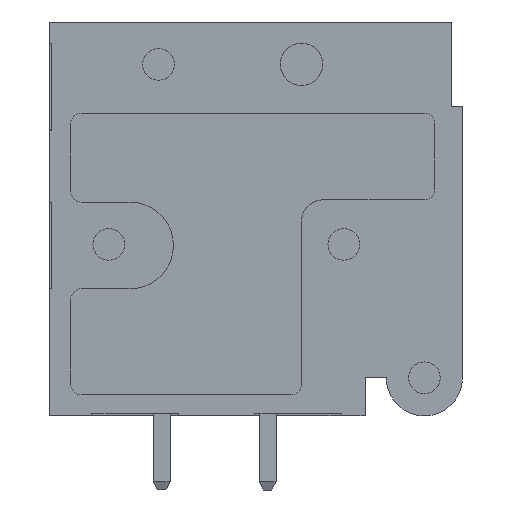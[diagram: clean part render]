
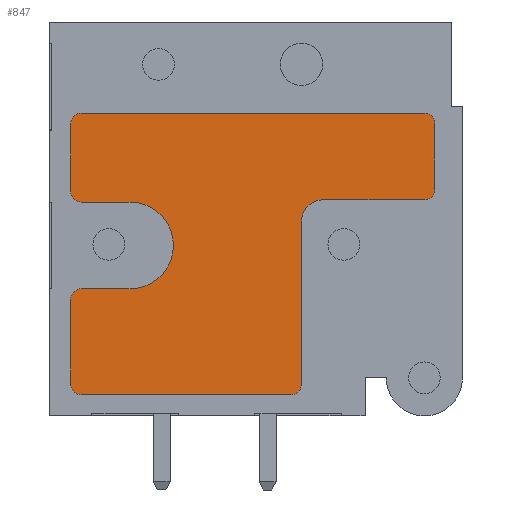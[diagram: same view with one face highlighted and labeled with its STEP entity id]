
A CAD part, left-side view. The second image highlights one B-rep face of the part: STEP entity #847.
In plain terms, the highlighted planar face has unit normal (-1, 0, 0).
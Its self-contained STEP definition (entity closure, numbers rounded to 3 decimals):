
#847 = ADVANCED_FACE( '', ( #1808 ), #1809, .F. );
#1808 = FACE_OUTER_BOUND( '', #3337, .T. );
#1809 = PLANE( '', #3338 );
#3337 = EDGE_LOOP( '', ( #5477, #5478, #5479, #5480, #5481, #5482, #5483, #5484, #5485, #5486, #5487, #5488, #5489, #5490, #5491, #5492, #5493, #5494 ) );
#3338 = AXIS2_PLACEMENT_3D( '', #5495, #5496, #5497 );
#5477 = ORIENTED_EDGE( '', *, *, #8086, .T. );
#5478 = ORIENTED_EDGE( '', *, *, #7687, .T. );
#5479 = ORIENTED_EDGE( '', *, *, #8087, .T. );
#5480 = ORIENTED_EDGE( '', *, *, #7824, .T. );
#5481 = ORIENTED_EDGE( '', *, *, #7408, .T. );
#5482 = ORIENTED_EDGE( '', *, *, #7356, .T. );
#5483 = ORIENTED_EDGE( '', *, *, #7516, .T. );
#5484 = ORIENTED_EDGE( '', *, *, #8088, .T. );
#5485 = ORIENTED_EDGE( '', *, *, #8089, .T. );
#5486 = ORIENTED_EDGE( '', *, *, #8090, .T. );
#5487 = ORIENTED_EDGE( '', *, *, #8091, .T. );
#5488 = ORIENTED_EDGE( '', *, *, #8092, .T. );
#5489 = ORIENTED_EDGE( '', *, *, #7792, .T. );
#5490 = ORIENTED_EDGE( '', *, *, #7861, .T. );
#5491 = ORIENTED_EDGE( '', *, *, #7465, .T. );
#5492 = ORIENTED_EDGE( '', *, *, #7893, .T. );
#5493 = ORIENTED_EDGE( '', *, *, #7776, .T. );
#5494 = ORIENTED_EDGE( '', *, *, #7434, .T. );
#5495 = CARTESIAN_POINT( '', ( -2.3, 5.7, -0.15 ) );
#5496 = DIRECTION( '', ( 1., 0., 0. ) );
#5497 = DIRECTION( '', ( 0., 0., -1. ) );
#7356 = EDGE_CURVE( '', #8635, #8636, #8637, .F. );
#7408 = EDGE_CURVE( '', #8732, #8635, #8733, .T. );
#7434 = EDGE_CURVE( '', #8777, #8778, #8779, .F. );
#7465 = EDGE_CURVE( '', #8831, #8829, #8832, .T. );
#7516 = EDGE_CURVE( '', #8636, #8916, #8918, .T. );
#7687 = EDGE_CURVE( '', #9213, #9214, #9215, .F. );
#7776 = EDGE_CURVE( '', #9355, #8777, #9356, .T. );
#7792 = EDGE_CURVE( '', #9383, #9381, #9384, .T. );
#7824 = EDGE_CURVE( '', #9431, #8732, #9432, .T. );
#7861 = EDGE_CURVE( '', #9381, #8831, #9483, .F. );
#7893 = EDGE_CURVE( '', #8829, #9355, #9534, .F. );
#8086 = EDGE_CURVE( '', #8778, #9213, #9830, .T. );
#8087 = EDGE_CURVE( '', #9214, #9431, #9831, .T. );
#8088 = EDGE_CURVE( '', #8916, #9832, #9833, .F. );
#8089 = EDGE_CURVE( '', #9832, #9834, #9835, .T. );
#8090 = EDGE_CURVE( '', #9834, #9836, #9837, .F. );
#8091 = EDGE_CURVE( '', #9836, #9838, #9839, .T. );
#8092 = EDGE_CURVE( '', #9838, #9383, #9840, .T. );
#8635 = VERTEX_POINT( '', #10519 );
#8636 = VERTEX_POINT( '', #10520 );
#8637 = CIRCLE( '', #10521, 0.5 );
#8732 = VERTEX_POINT( '', #10655 );
#8733 = LINE( '', #10656, #10657 );
#8777 = VERTEX_POINT( '', #10721 );
#8778 = VERTEX_POINT( '', #10722 );
#8779 = CIRCLE( '', #10723, 0.5 );
#8829 = VERTEX_POINT( '', #10790 );
#8831 = VERTEX_POINT( '', #10793 );
#8832 = LINE( '', #10794, #10795 );
#8916 = VERTEX_POINT( '', #10919 );
#8918 = LINE( '', #10922, #10923 );
#9213 = VERTEX_POINT( '', #11388 );
#9214 = VERTEX_POINT( '', #11389 );
#9215 = CIRCLE( '', #11390, 0.5 );
#9355 = VERTEX_POINT( '', #11634 );
#9356 = LINE( '', #11635, #11636 );
#9381 = VERTEX_POINT( '', #11678 );
#9383 = VERTEX_POINT( '', #11681 );
#9384 = LINE( '', #11682, #11683 );
#9431 = VERTEX_POINT( '', #11753 );
#9432 = CIRCLE( '', #11754, 2.05 );
#9483 = CIRCLE( '', #11823, 0.5 );
#9534 = CIRCLE( '', #11898, 0.5 );
#9830 = LINE( '', #12422, #12423 );
#9831 = LINE( '', #12424, #12425 );
#9832 = VERTEX_POINT( '', #12426 );
#9833 = CIRCLE( '', #12427, 0.5 );
#9834 = VERTEX_POINT( '', #12428 );
#9835 = LINE( '', #12429, #12430 );
#9836 = VERTEX_POINT( '', #12431 );
#9837 = CIRCLE( '', #12432, 0.5 );
#9838 = VERTEX_POINT( '', #12433 );
#9839 = LINE( '', #12434, #12435 );
#9840 = CIRCLE( '', #12436, 1. );
#10519 = CARTESIAN_POINT( '', ( -2.3, 8., -2.2 ) );
#10520 = CARTESIAN_POINT( '', ( -2.3, 8.5, -2.7 ) );
#10521 = AXIS2_PLACEMENT_3D( '', #13385, #13386, #13387 );
#10655 = CARTESIAN_POINT( '', ( -2.3, 5.7, -2.2 ) );
#10656 = CARTESIAN_POINT( '', ( -2.3, 8.5, -2.2 ) );
#10657 = VECTOR( '', #13448, 1000. );
#10721 = CARTESIAN_POINT( '', ( -2.3, 8., 6.1 ) );
#10722 = CARTESIAN_POINT( '', ( -2.3, 8.5, 5.6 ) );
#10723 = AXIS2_PLACEMENT_3D( '', #13473, #13474, #13475 );
#10790 = CARTESIAN_POINT( '', ( -2.3, -8.7, 5.6 ) );
#10793 = CARTESIAN_POINT( '', ( -2.3, -8.7, 2.5 ) );
#10794 = CARTESIAN_POINT( '', ( -2.3, -8.7, 2. ) );
#10795 = VECTOR( '', #13509, 1000. );
#10919 = CARTESIAN_POINT( '', ( -2.3, 8.5, -6.7 ) );
#10922 = CARTESIAN_POINT( '', ( -2.3, 8.5, -2.2 ) );
#10923 = VECTOR( '', #13557, 1000. );
#11388 = CARTESIAN_POINT( '', ( -2.3, 8.5, 2.4 ) );
#11389 = CARTESIAN_POINT( '', ( -2.3, 8., 1.9 ) );
#11390 = AXIS2_PLACEMENT_3D( '', #13767, #13768, #13769 );
#11634 = CARTESIAN_POINT( '', ( -2.3, -8.2, 6.1 ) );
#11635 = CARTESIAN_POINT( '', ( -2.3, -8.7, 6.1 ) );
#11636 = VECTOR( '', #13856, 1000. );
#11678 = CARTESIAN_POINT( '', ( -2.3, -8.2, 2. ) );
#11681 = CARTESIAN_POINT( '', ( -2.3, -3.4, 2. ) );
#11682 = CARTESIAN_POINT( '', ( -2.3, -2.4, 2. ) );
#11683 = VECTOR( '', #13872, 1000. );
#11753 = CARTESIAN_POINT( '', ( -2.3, 5.7, 1.9 ) );
#11754 = AXIS2_PLACEMENT_3D( '', #13907, #13908, #13909 );
#11823 = AXIS2_PLACEMENT_3D( '', #13949, #13950, #13951 );
#11898 = AXIS2_PLACEMENT_3D( '', #13979, #13980, #13981 );
#12422 = CARTESIAN_POINT( '', ( -2.3, 8.5, 6.1 ) );
#12423 = VECTOR( '', #14184, 1000. );
#12424 = CARTESIAN_POINT( '', ( -2.3, 8.5, 1.9 ) );
#12425 = VECTOR( '', #14185, 1000. );
#12426 = CARTESIAN_POINT( '', ( -2.3, 8., -7.2 ) );
#12427 = AXIS2_PLACEMENT_3D( '', #14186, #14187, #14188 );
#12428 = CARTESIAN_POINT( '', ( -2.3, -1.9, -7.2 ) );
#12429 = CARTESIAN_POINT( '', ( -2.3, 8.5, -7.2 ) );
#12430 = VECTOR( '', #14189, 1000. );
#12431 = CARTESIAN_POINT( '', ( -2.3, -2.4, -6.7 ) );
#12432 = AXIS2_PLACEMENT_3D( '', #14190, #14191, #14192 );
#12433 = CARTESIAN_POINT( '', ( -2.3, -2.4, 1. ) );
#12434 = CARTESIAN_POINT( '', ( -2.3, -2.4, -7.2 ) );
#12435 = VECTOR( '', #14193, 1000. );
#12436 = AXIS2_PLACEMENT_3D( '', #14194, #14195, #14196 );
#13385 = CARTESIAN_POINT( '', ( -2.3, 8., -2.7 ) );
#13386 = DIRECTION( '', ( 1., 0., 0. ) );
#13387 = DIRECTION( '', ( 0., 0., -1. ) );
#13448 = DIRECTION( '', ( 0., 1., 0. ) );
#13473 = CARTESIAN_POINT( '', ( -2.3, 8., 5.6 ) );
#13474 = DIRECTION( '', ( 1., 0., 0. ) );
#13475 = DIRECTION( '', ( 0., 0., -1. ) );
#13509 = DIRECTION( '', ( 0., 0., 1. ) );
#13557 = DIRECTION( '', ( 0., 0., -1. ) );
#13767 = CARTESIAN_POINT( '', ( -2.3, 8., 2.4 ) );
#13768 = DIRECTION( '', ( 1., 0., 0. ) );
#13769 = DIRECTION( '', ( 0., 0., -1. ) );
#13856 = DIRECTION( '', ( 0., 1., 0. ) );
#13872 = DIRECTION( '', ( 0., -1., 0. ) );
#13907 = CARTESIAN_POINT( '', ( -2.3, 5.7, -0.15 ) );
#13908 = DIRECTION( '', ( 1., 0., 0. ) );
#13909 = DIRECTION( '', ( 0., 1., 0. ) );
#13949 = CARTESIAN_POINT( '', ( -2.3, -8.2, 2.5 ) );
#13950 = DIRECTION( '', ( 1., 0., 0. ) );
#13951 = DIRECTION( '', ( 0., 0., -1. ) );
#13979 = CARTESIAN_POINT( '', ( -2.3, -8.2, 5.6 ) );
#13980 = DIRECTION( '', ( 1., 0., 0. ) );
#13981 = DIRECTION( '', ( 0., 0., -1. ) );
#14184 = DIRECTION( '', ( 0., 0., -1. ) );
#14185 = DIRECTION( '', ( 0., -1., 0. ) );
#14186 = CARTESIAN_POINT( '', ( -2.3, 8., -6.7 ) );
#14187 = DIRECTION( '', ( 1., 0., 0. ) );
#14188 = DIRECTION( '', ( 0., 0., -1. ) );
#14189 = DIRECTION( '', ( 0., -1., 0. ) );
#14190 = CARTESIAN_POINT( '', ( -2.3, -1.9, -6.7 ) );
#14191 = DIRECTION( '', ( 1., 0., 0. ) );
#14192 = DIRECTION( '', ( 0., 0., -1. ) );
#14193 = DIRECTION( '', ( 0., 0., 1. ) );
#14194 = CARTESIAN_POINT( '', ( -2.3, -3.4, 1. ) );
#14195 = DIRECTION( '', ( 1., 0., 0. ) );
#14196 = DIRECTION( '', ( 0., 0., -1. ) );
